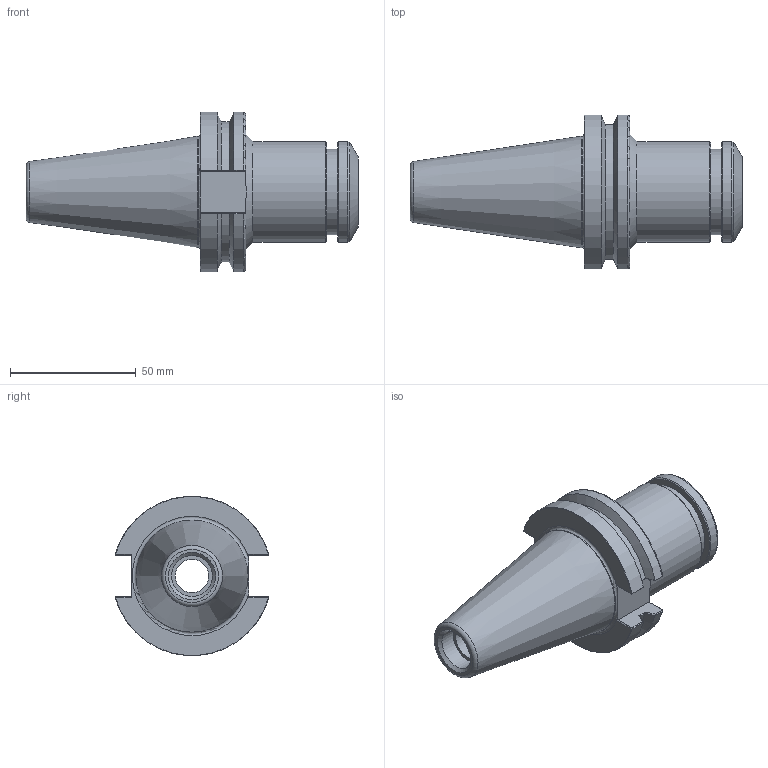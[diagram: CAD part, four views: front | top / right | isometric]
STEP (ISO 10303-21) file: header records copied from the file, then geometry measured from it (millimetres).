
FILE_DESCRIPTION(/* description */ (''),/* implementation_level */ '2;1');
FILE_NAME(/* name */ 'CAT40-MG25-2.75D.step',/* time_stamp */ '2025-10-31T10:46:54-05:00',/* author */ (''),/* organization */ (''),/* preprocessor_version */ 'ST-DEVELOPER v20.1',/* originating_system */ 'Autodesk Translation Framework v14.17.0.0',/* authorisation */ '');
FILE_SCHEMA (('AUTOMOTIVE_DESIGN { 1 0 10303 214 3 1 1 }'));
Length unit declared in the file: inch
Products named in the file (1): CAT40 Dual Contact 2.69 v1
Bounding box: 132.08 x 61.14 x 63.26 mm (x, y, z)
Volume: 129479.1 mm3; surface area: 29977.6 mm2
Topology: 1 solids, 1 shells, 85 faces, 224 edges, 145 vertices
Faces by surface type: plane 34, bspline 16, cone 14, cylinder 14, torus 7
Full cylindrical faces by diameter (mm): 11.112 x1, 13.386 x1, 16.256 x1, 24.394 x1, 33.96 x1, 40 x2, 44.45 x1
Entity records: 3348 total; most frequent: CARTESIAN_POINT 1206, ORIENTED_EDGE 446, DIRECTION 382, EDGE_CURVE 223, VERTEX_POINT 145, AXIS2_PLACEMENT_3D 135, LINE 112, VECTOR 112
